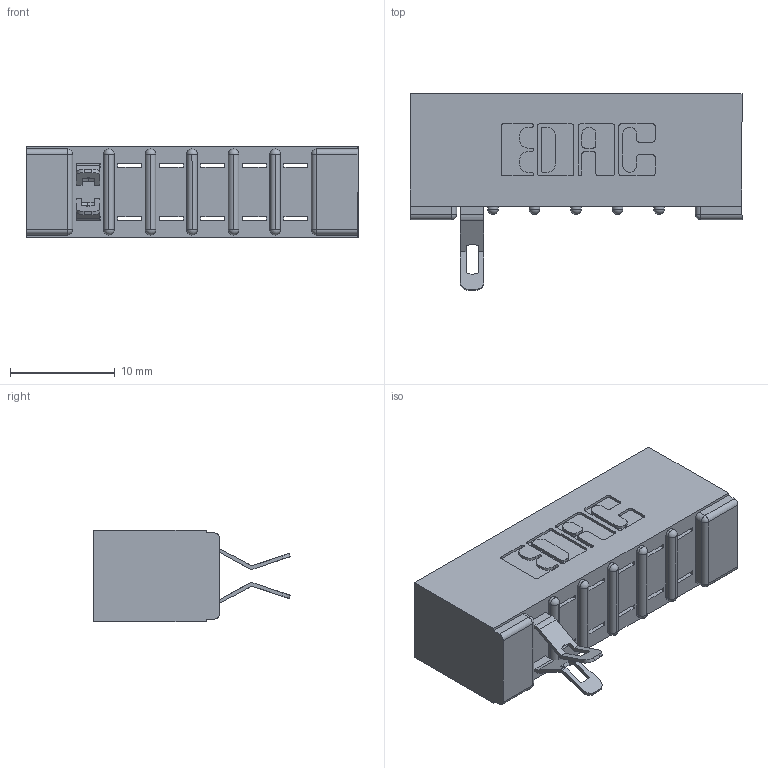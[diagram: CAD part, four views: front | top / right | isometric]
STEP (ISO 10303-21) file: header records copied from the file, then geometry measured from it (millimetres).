
FILE_DESCRIPTION (( 'STEP AP203' ), '1' );
FILE_NAME ('307-012-555-201.STEP', '2018-08-02T23:13:23', ( '' ), ( '' ), 'SwSTEP 2.0', 'SolidWorks 2016', '' );
FILE_SCHEMA (( 'CONFIG_CONTROL_DESIGN' ));
Length unit declared in the file: inch
Products named in the file (3): 307 Part_No Mounting Lugs; 307-290-001_555; 307-012-555-201
Assembly tree (3 placements, depth 2):
  307-012-555-201
    307 Part_No Mounting Lugs
    307-290-001_555  x2
Bounding box: 31.65 x 18.75 x 8.71 mm (x, y, z)
Volume: 2181.5 mm3; surface area: 2757.7 mm2
Topology: 3 solids, 3 shells, 339 faces, 981 edges, 630 vertices
Faces by surface type: plane 194, cylinder 131, sphere 14
Entity records: 9713 total; most frequent: CARTESIAN_POINT 1644, ORIENTED_EDGE 1636, DIRECTION 1622, EDGE_CURVE 818, VECTOR 602, LINE 602, VERTEX_POINT 532, AXIS2_PLACEMENT_3D 510
